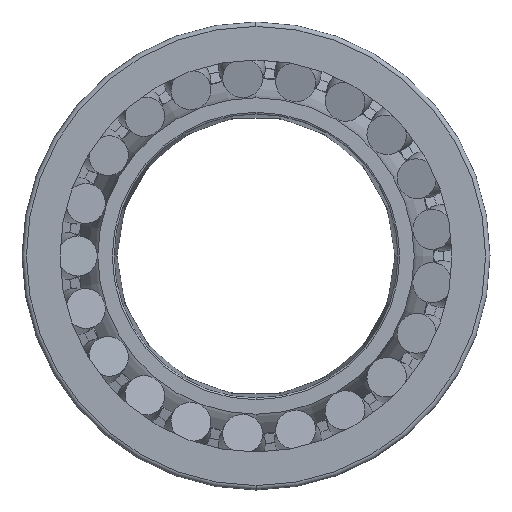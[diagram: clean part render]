
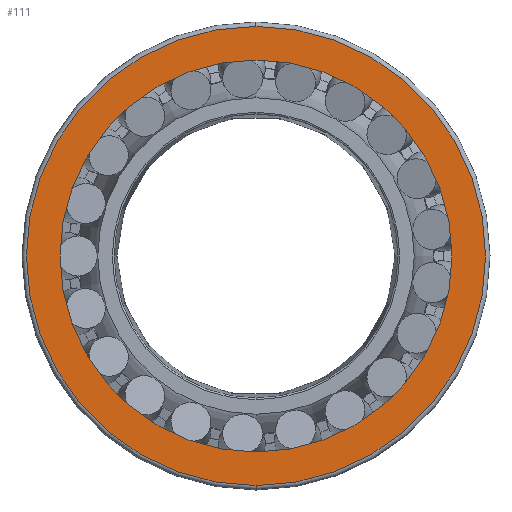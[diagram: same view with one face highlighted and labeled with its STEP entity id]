
A CAD part, left-side view. The second image highlights one B-rep face of the part: STEP entity #111.
In plain terms, the highlighted planar face has unit normal (-1, 0, 0).
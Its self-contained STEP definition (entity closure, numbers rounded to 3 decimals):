
#111=ADVANCED_FACE('',(#453,#454),#455,.T.);
#453=FACE_OUTER_BOUND('',#1132,.T.);
#454=FACE_BOUND('',#1133,.T.);
#455=PLANE('',#1134);
#1132=EDGE_LOOP('',(#2068,#2069,#2070));
#1133=EDGE_LOOP('',(#2071,#2072,#2073));
#1134=AXIS2_PLACEMENT_3D('',#2074,#2075,#2076);
#2068=ORIENTED_EDGE('',*,*,#4244,.F.);
#2069=ORIENTED_EDGE('',*,*,#4243,.F.);
#2070=ORIENTED_EDGE('',*,*,#4285,.F.);
#2071=ORIENTED_EDGE('',*,*,#4289,.T.);
#2072=ORIENTED_EDGE('',*,*,#4222,.T.);
#2073=ORIENTED_EDGE('',*,*,#4290,.T.);
#2074=CARTESIAN_POINT('',(0.,145.5,0.0));
#2075=DIRECTION('',(-1.0,0.,0.0));
#2076=DIRECTION('',(0.,-1.0,0.0));
#4222=EDGE_CURVE('',#5040,#5037,#5041,.T.);
#4243=EDGE_CURVE('',#5079,#5082,#5083,.T.);
#4244=EDGE_CURVE('',#5082,#5084,#5085,.T.);
#4285=EDGE_CURVE('',#5084,#5079,#5142,.T.);
#4289=EDGE_CURVE('',#5147,#5040,#5148,.T.);
#4290=EDGE_CURVE('',#5037,#5147,#5149,.T.);
#5037=VERTEX_POINT('',#6404);
#5040=VERTEX_POINT('',#6407);
#5041=CIRCLE('',#6408,134.0);
#5079=VERTEX_POINT('',#6448);
#5082=VERTEX_POINT('',#6451);
#5083=CIRCLE('',#6452,157.0);
#5084=VERTEX_POINT('',#6453);
#5085=CIRCLE('',#6454,157.0);
#5142=CIRCLE('',#6725,157.0);
#5147=VERTEX_POINT('',#6730);
#5148=CIRCLE('',#6731,134.0);
#5149=CIRCLE('',#6732,134.0);
#6404=CARTESIAN_POINT('',(0.,0.,-134.0));
#6407=CARTESIAN_POINT('',(0.,0.,134.0));
#6408=AXIS2_PLACEMENT_3D('',#13340,#13341,#13342);
#6448=CARTESIAN_POINT('',(0.0,0.,-157.0));
#6451=CARTESIAN_POINT('',(0.0,157.0,0.0));
#6452=AXIS2_PLACEMENT_3D('',#13399,#13400,#13401);
#6453=CARTESIAN_POINT('',(0.0,0.,157.0));
#6454=AXIS2_PLACEMENT_3D('',#13402,#13403,#13404);
#6725=AXIS2_PLACEMENT_3D('',#13472,#13473,#13474);
#6730=CARTESIAN_POINT('',(0.,134.0,0.0));
#6731=AXIS2_PLACEMENT_3D('',#13484,#13485,#13486);
#6732=AXIS2_PLACEMENT_3D('',#13487,#13488,#13489);
#13340=CARTESIAN_POINT('',(0.,0.0,0.0));
#13341=DIRECTION('',(1.0,0.0,0.0));
#13342=DIRECTION('',(0.0,1.0,0.0));
#13399=CARTESIAN_POINT('',(0.0,0.0,0.0));
#13400=DIRECTION('',(1.0,0.0,0.0));
#13401=DIRECTION('',(0.0,1.0,0.0));
#13402=CARTESIAN_POINT('',(0.0,0.0,0.0));
#13403=DIRECTION('',(1.0,0.0,0.0));
#13404=DIRECTION('',(0.0,1.0,0.0));
#13472=CARTESIAN_POINT('',(0.0,0.0,0.0));
#13473=DIRECTION('',(1.0,0.0,0.0));
#13474=DIRECTION('',(0.0,1.0,0.0));
#13484=CARTESIAN_POINT('',(0.,0.0,0.0));
#13485=DIRECTION('',(1.0,0.0,0.0));
#13486=DIRECTION('',(0.0,1.0,0.0));
#13487=CARTESIAN_POINT('',(0.,0.0,0.0));
#13488=DIRECTION('',(1.0,0.0,0.0));
#13489=DIRECTION('',(0.0,1.0,0.0));
